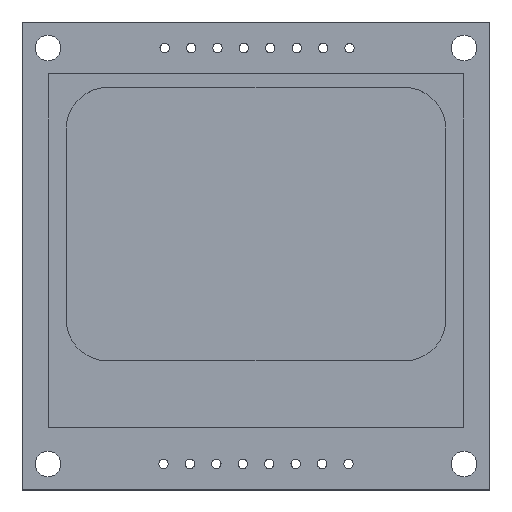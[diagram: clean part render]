
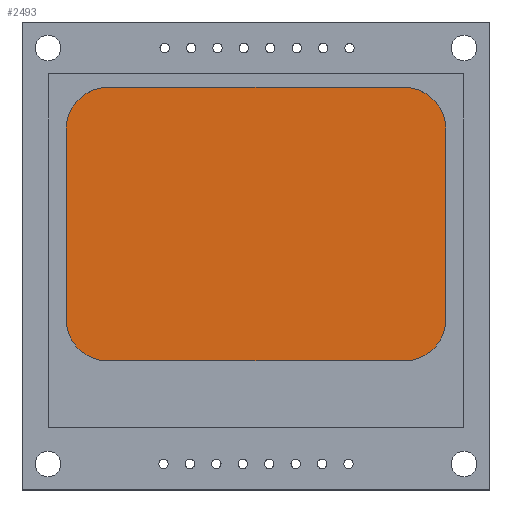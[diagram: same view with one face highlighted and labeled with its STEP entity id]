
A CAD part, top view. The second image highlights one B-rep face of the part: STEP entity #2493.
In plain terms, the highlighted planar face has unit normal (0, 0, 1).
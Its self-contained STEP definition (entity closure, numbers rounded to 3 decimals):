
#790=DIRECTION('',(0.,-1.,0.));
#791=VECTOR('',#790,18.3);
#792=CARTESIAN_POINT('',(40.75,34.7,4.7));
#793=LINE('',#792,#791);
#794=CARTESIAN_POINT('',(36.75,16.4,4.7));
#795=DIRECTION('',(0.,0.,-1.));
#796=DIRECTION('',(1.,0.,0.));
#797=AXIS2_PLACEMENT_3D('',#794,#795,#796);
#799=DIRECTION('',(-1.,0.,0.));
#800=VECTOR('',#799,28.5);
#801=CARTESIAN_POINT('',(36.75,12.4,4.7));
#802=LINE('',#801,#800);
#803=CARTESIAN_POINT('',(8.25,16.4,4.7));
#804=DIRECTION('',(0.,0.,-1.));
#805=DIRECTION('',(0.,-1.,0.));
#806=AXIS2_PLACEMENT_3D('',#803,#804,#805);
#808=DIRECTION('',(0.,1.,0.));
#809=VECTOR('',#808,18.3);
#810=CARTESIAN_POINT('',(4.25,16.4,4.7));
#811=LINE('',#810,#809);
#812=CARTESIAN_POINT('',(8.25,34.7,4.7));
#813=DIRECTION('',(0.,0.,-1.));
#814=DIRECTION('',(-1.,0.,0.));
#815=AXIS2_PLACEMENT_3D('',#812,#813,#814);
#817=DIRECTION('',(1.,0.,0.));
#818=VECTOR('',#817,28.5);
#819=CARTESIAN_POINT('',(8.25,38.7,4.7));
#820=LINE('',#819,#818);
#821=CARTESIAN_POINT('',(36.75,34.7,4.7));
#822=DIRECTION('',(0.,0.,-1.));
#823=DIRECTION('',(0.,1.,0.));
#824=AXIS2_PLACEMENT_3D('',#821,#822,#823);
#1130=CARTESIAN_POINT('',(8.25,12.4,4.7));
#1131=CARTESIAN_POINT('',(4.25,16.4,4.7));
#1132=VERTEX_POINT('',#1130);
#1133=VERTEX_POINT('',#1131);
#1134=CARTESIAN_POINT('',(36.75,12.4,4.7));
#1135=VERTEX_POINT('',#1134);
#1136=CARTESIAN_POINT('',(40.75,16.4,4.7));
#1137=VERTEX_POINT('',#1136);
#1138=CARTESIAN_POINT('',(40.75,34.7,4.7));
#1139=VERTEX_POINT('',#1138);
#1140=CARTESIAN_POINT('',(36.75,38.7,4.7));
#1141=VERTEX_POINT('',#1140);
#1142=CARTESIAN_POINT('',(8.25,38.7,4.7));
#1143=VERTEX_POINT('',#1142);
#1144=CARTESIAN_POINT('',(4.25,34.7,4.7));
#1145=VERTEX_POINT('',#1144);
#2478=CARTESIAN_POINT('',(22.5,23.,4.7));
#2479=DIRECTION('',(0.,0.,1.));
#2480=DIRECTION('',(1.,0.,0.));
#2481=AXIS2_PLACEMENT_3D('',#2478,#2479,#2480);
#2482=PLANE('',#2481);
#2483=ORIENTED_EDGE('',*,*,#2445,.T.);
#2484=ORIENTED_EDGE('',*,*,#2459,.T.);
#2485=ORIENTED_EDGE('',*,*,#2472,.T.);
#2486=ORIENTED_EDGE('',*,*,#2374,.T.);
#2487=ORIENTED_EDGE('',*,*,#2389,.T.);
#2488=ORIENTED_EDGE('',*,*,#2403,.T.);
#2489=ORIENTED_EDGE('',*,*,#2417,.T.);
#2490=ORIENTED_EDGE('',*,*,#2431,.T.);
#2491=EDGE_LOOP('',(#2483,#2484,#2485,#2486,#2487,#2488,#2489,#2490));
#2492=FACE_OUTER_BOUND('',#2491,.F.);
#2493=ADVANCED_FACE('',(#2492),#2482,.T.);
#798=CIRCLE('',#797,4.);
#807=CIRCLE('',#806,4.);
#816=CIRCLE('',#815,4.);
#825=CIRCLE('',#824,4.);
#2374=EDGE_CURVE('',#1132,#1133,#807,.T.);
#2389=EDGE_CURVE('',#1133,#1145,#811,.T.);
#2403=EDGE_CURVE('',#1145,#1143,#816,.T.);
#2417=EDGE_CURVE('',#1143,#1141,#820,.T.);
#2431=EDGE_CURVE('',#1141,#1139,#825,.T.);
#2445=EDGE_CURVE('',#1139,#1137,#793,.T.);
#2459=EDGE_CURVE('',#1137,#1135,#798,.T.);
#2472=EDGE_CURVE('',#1135,#1132,#802,.T.);
